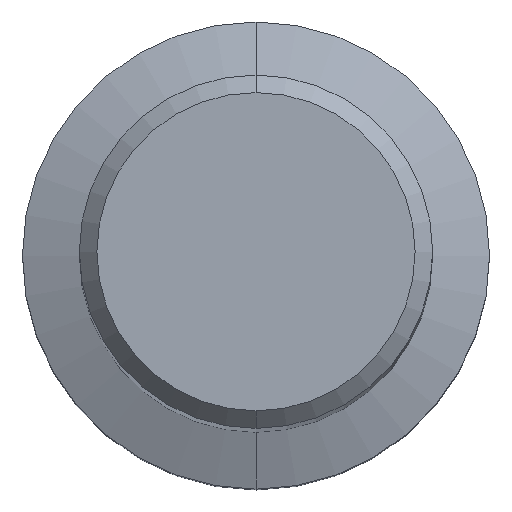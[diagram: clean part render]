
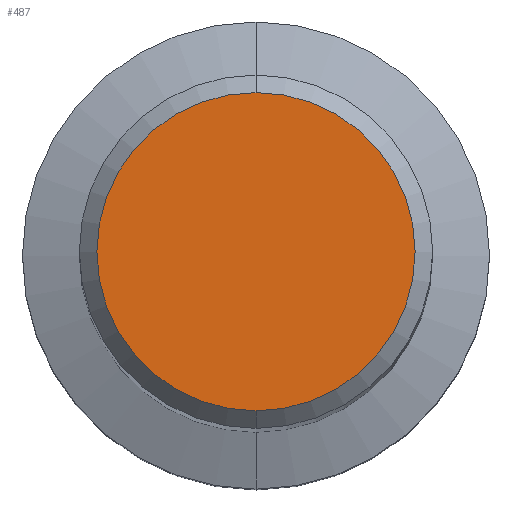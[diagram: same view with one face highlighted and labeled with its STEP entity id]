
A CAD part, top view. The second image highlights one B-rep face of the part: STEP entity #487.
In plain terms, the highlighted planar face has unit normal (0, 0, 1).
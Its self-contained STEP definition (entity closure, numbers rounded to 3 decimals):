
#389=EDGE_CURVE('',#519,#413,#757,.T.);
#413=VERTEX_POINT('',#786);
#487=ADVANCED_FACE('',(#873),#874,.T.);
#493=EDGE_CURVE('',#413,#519,#880,.T.);
#519=VERTEX_POINT('',#909);
#757=CIRCLE('',#1428,5.45);
#786=CARTESIAN_POINT('',(0.,-5.45,0.0));
#873=FACE_OUTER_BOUND('',#1583,.T.);
#874=PLANE('',#1584);
#880=CIRCLE('',#1613,5.45);
#909=CARTESIAN_POINT('',(0.0,5.45,0.0));
#1428=AXIS2_PLACEMENT_3D('',#1881,#1882,#1883);
#1583=EDGE_LOOP('',(#2058,#2059));
#1584=AXIS2_PLACEMENT_3D('',#2060,#2061,#2062);
#1613=AXIS2_PLACEMENT_3D('',#2064,#2065,#2066);
#1881=CARTESIAN_POINT('',(0.0,0.0,0.0));
#1882=DIRECTION('',(0.0,0.0,-1.0));
#1883=DIRECTION('',(0.0,1.0,0.0));
#2058=ORIENTED_EDGE('',*,*,#389,.F.);
#2059=ORIENTED_EDGE('',*,*,#493,.F.);
#2060=CARTESIAN_POINT('',(0.0,2.725,0.0));
#2061=DIRECTION('',(-0.0,0.0,1.0));
#2062=DIRECTION('',(0.0,-1.0,0.0));
#2064=CARTESIAN_POINT('',(0.0,0.0,0.0));
#2065=DIRECTION('',(0.0,0.0,-1.0));
#2066=DIRECTION('',(0.0,1.0,0.0));
